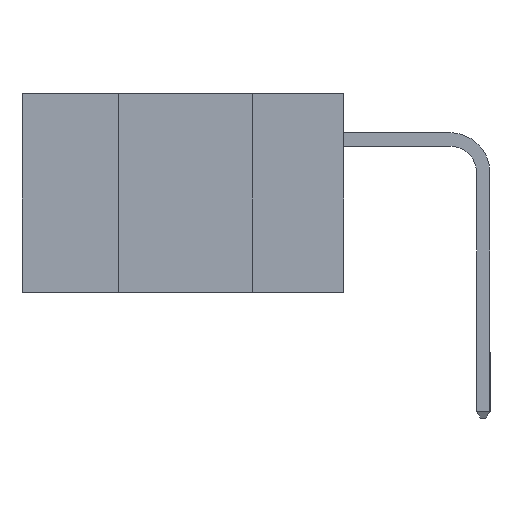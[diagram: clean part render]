
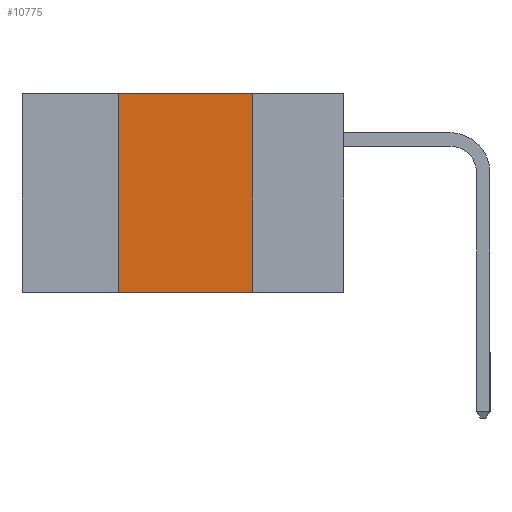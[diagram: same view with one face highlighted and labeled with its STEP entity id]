
A CAD part, left-side view. The second image highlights one B-rep face of the part: STEP entity #10775.
In plain terms, the highlighted planar face has unit normal (-1, 0, 0).
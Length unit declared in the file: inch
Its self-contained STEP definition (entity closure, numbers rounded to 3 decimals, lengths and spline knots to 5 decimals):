
#120 = VERTEX_POINT ( 'NONE', #6936 ) ;
#365 = CARTESIAN_POINT ( 'NONE',  ( 0., 0.17, 0. ) ) ;
#613 = AXIS2_PLACEMENT_3D ( 'NONE', #1865, #11927, #3126 ) ;
#1087 = ORIENTED_EDGE ( 'NONE', *, *, #1743, .T. ) ;
#1664 = CARTESIAN_POINT ( 'NONE',  ( 0., 0.17, -0.37 ) ) ;
#1743 = EDGE_CURVE ( 'NONE', #120, #10281, #8365, .T. ) ;
#1865 = CARTESIAN_POINT ( 'NONE',  ( 0., 0.6, 0. ) ) ;
#2493 = CARTESIAN_POINT ( 'NONE',  ( 0., 0.42, 0. ) ) ;
#2885 = ORIENTED_EDGE ( 'NONE', *, *, #3079, .F. ) ;
#3079 = EDGE_CURVE ( 'NONE', #11908, #9169, #5467, .T. ) ;
#3126 = DIRECTION ( 'NONE',  ( 0., 0., -1. ) ) ;
#3606 = VECTOR ( 'NONE', #12777, 39.37008 ) ;
#5090 = ORIENTED_EDGE ( 'NONE', *, *, #9429, .F. ) ;
#5388 = VECTOR ( 'NONE', #5398, 39.37008 ) ;
#5398 = DIRECTION ( 'NONE',  ( 0., -1., 0. ) ) ;
#5467 = LINE ( 'NONE', #7362, #10274 ) ;
#5499 = ORIENTED_EDGE ( 'NONE', *, *, #12200, .F. ) ;
#6936 = CARTESIAN_POINT ( 'NONE',  ( 0., 0.42, -0.37 ) ) ;
#7362 = CARTESIAN_POINT ( 'NONE',  ( 0., 0.6, 0. ) ) ;
#8111 = FACE_OUTER_BOUND ( 'NONE', #9015, .T. ) ;
#8267 = VECTOR ( 'NONE', #11468, 39.37008 ) ;
#8365 = LINE ( 'NONE', #10418, #5388 ) ;
#9015 = EDGE_LOOP ( 'NONE', ( #5090, #2885, #5499, #1087 ) ) ;
#9169 = VERTEX_POINT ( 'NONE', #365 ) ;
#9429 = EDGE_CURVE ( 'NONE', #9169, #10281, #9825, .T. ) ;
#9825 = LINE ( 'NONE', #1664, #3606 ) ;
#10274 = VECTOR ( 'NONE', #12447, 39.37008 ) ;
#10281 = VERTEX_POINT ( 'NONE', #11210 ) ;
#10418 = CARTESIAN_POINT ( 'NONE',  ( 0., 0.6, -0.37 ) ) ;
#10775 = ADVANCED_FACE ( 'NONE', ( #8111 ), #13036, .F. ) ;
#11210 = CARTESIAN_POINT ( 'NONE',  ( 0., 0.17, -0.37 ) ) ;
#11468 = DIRECTION ( 'NONE',  ( 0., 0., 1. ) ) ;
#11533 = CARTESIAN_POINT ( 'NONE',  ( 0., 0.42, -0.37 ) ) ;
#11908 = VERTEX_POINT ( 'NONE', #2493 ) ;
#11927 = DIRECTION ( 'NONE',  ( 1., 0., 0. ) ) ;
#12200 = EDGE_CURVE ( 'NONE', #120, #11908, #12368, .T. ) ;
#12368 = LINE ( 'NONE', #11533, #8267 ) ;
#12447 = DIRECTION ( 'NONE',  ( 0., -1., 0. ) ) ;
#12777 = DIRECTION ( 'NONE',  ( 0., 0., -1. ) ) ;
#13036 = PLANE ( 'NONE',  #613 ) ;
